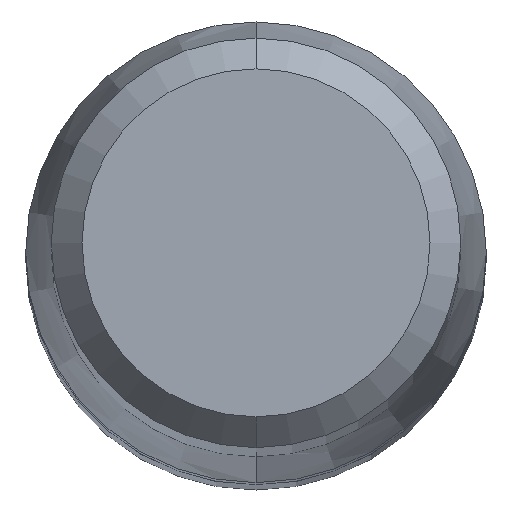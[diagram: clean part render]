
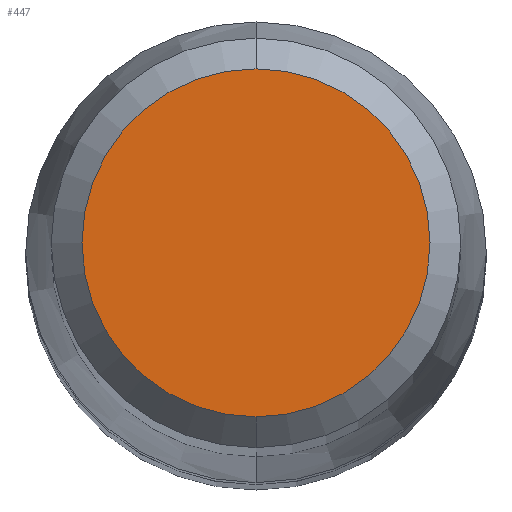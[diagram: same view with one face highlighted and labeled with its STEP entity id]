
A CAD part, top view. The second image highlights one B-rep face of the part: STEP entity #447.
In plain terms, the highlighted planar face has unit normal (0, 0, 1).
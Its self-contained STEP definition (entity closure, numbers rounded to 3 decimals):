
#205=EDGE_CURVE('',#229,#389,#514,.T.);
#229=VERTEX_POINT('',#539);
#389=VERTEX_POINT('',#717);
#407=EDGE_CURVE('',#389,#229,#735,.T.);
#447=ADVANCED_FACE('',(#779),#780,.T.);
#514=CIRCLE('',#856,1.7);
#539=CARTESIAN_POINT('',(0.0,1.7,0.0));
#717=CARTESIAN_POINT('',(0.,-1.7,0.0));
#735=CIRCLE('',#1308,1.7);
#779=FACE_OUTER_BOUND('',#1419,.T.);
#780=PLANE('',#1420);
#856=AXIS2_PLACEMENT_3D('',#1471,#1472,#1473);
#1308=AXIS2_PLACEMENT_3D('',#1707,#1708,#1709);
#1419=EDGE_LOOP('',(#1765,#1766));
#1420=AXIS2_PLACEMENT_3D('',#1767,#1768,#1769);
#1471=CARTESIAN_POINT('',(0.0,0.0,0.0));
#1472=DIRECTION('',(0.0,0.0,-1.0));
#1473=DIRECTION('',(0.0,1.0,0.0));
#1707=CARTESIAN_POINT('',(0.0,0.0,0.0));
#1708=DIRECTION('',(0.0,0.0,-1.0));
#1709=DIRECTION('',(0.0,1.0,0.0));
#1765=ORIENTED_EDGE('',*,*,#205,.F.);
#1766=ORIENTED_EDGE('',*,*,#407,.F.);
#1767=CARTESIAN_POINT('',(0.0,0.85,0.0));
#1768=DIRECTION('',(-0.0,0.0,1.0));
#1769=DIRECTION('',(0.0,-1.0,0.0));
